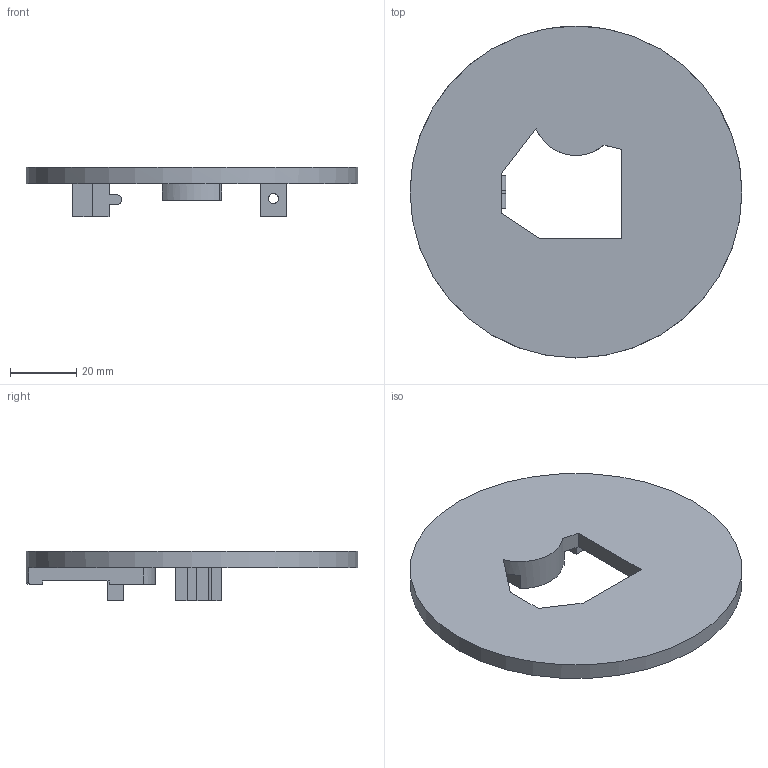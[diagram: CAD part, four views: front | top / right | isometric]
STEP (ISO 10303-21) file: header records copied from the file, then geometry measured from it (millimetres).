
FILE_DESCRIPTION(/* description */ ('','CAx-IF Rec.Pracs.---Representation and Presentation of Product Manufacturing Information (PMI)---4.0---2014-10-13'),/* implementation_level */ '2;1');
FILE_NAME(/* name */ 'OPU_Holder.step',/* time_stamp */ '2025-01-31T17:24:14-08:00',/* author */ (''),/* organization */ (''),/* preprocessor_version */ 'ST-DEVELOPER v20',/* originating_system */ 'Autodesk Translation Framework v13.20.0.188',/* authorisation */ '');
FILE_SCHEMA (('AP242_MANAGED_MODEL_BASED_3D_ENGINEERING_MIM_LF { 1 0 10303 442 1 1 4 }'));
Length unit declared in the file: millimetre
Products named in the file (1): OPU_Holder
Bounding box: 100 x 100 x 15 mm (x, y, z)
Volume: 38822.7 mm3; surface area: 17890.4 mm2
Topology: 1 solids, 1 shells, 61 faces, 159 edges, 106 vertices
Faces by surface type: plane 47, cylinder 12, torus 1, sphere 1
Full cylindrical faces by diameter (mm): 3 x2, 6.3 x4, 100 x1
Entity records: 1917 total; most frequent: CARTESIAN_POINT 344, ORIENTED_EDGE 316, DIRECTION 310, EDGE_CURVE 158, LINE 126, VECTOR 126, VERTEX_POINT 106, AXIS2_PLACEMENT_3D 92
